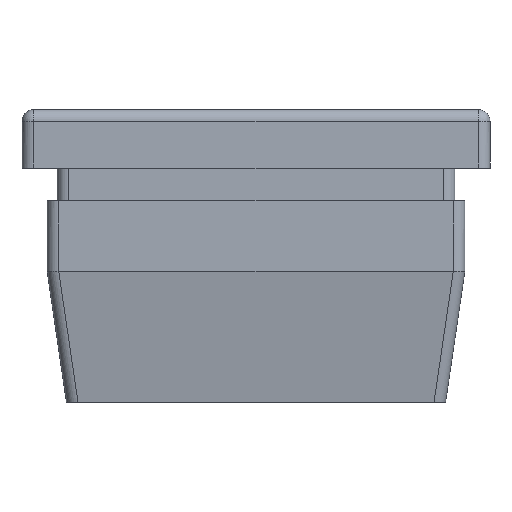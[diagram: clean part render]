
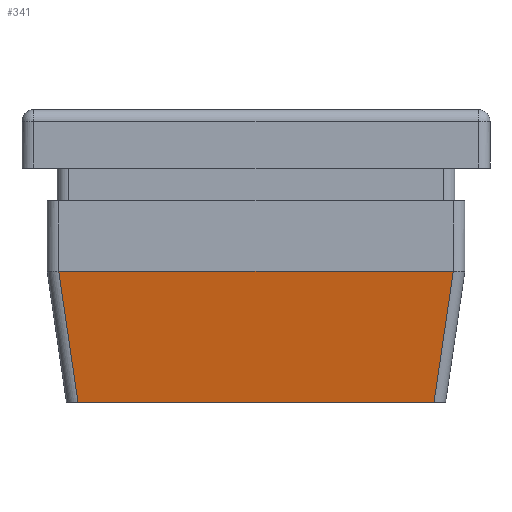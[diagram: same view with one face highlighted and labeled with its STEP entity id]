
A CAD part, top view. The second image highlights one B-rep face of the part: STEP entity #341.
In plain terms, the highlighted planar face has unit normal (0, -0.146, 0.989).
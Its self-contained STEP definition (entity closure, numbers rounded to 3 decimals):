
#75 = CARTESIAN_POINT ( 'NONE',  ( -16.851, 11.195, 7.851 ) ) ;
#117 = CARTESIAN_POINT ( 'NONE',  ( -16.861, 11.195, 7.851 ) ) ;
#129 =( BOUNDED_CURVE ( )  B_SPLINE_CURVE ( 3, ( #356, #1140, #1479, #516 ),
 .UNSPECIFIED., .F., .F. ) 
 B_SPLINE_CURVE_WITH_KNOTS ( ( 4, 4 ),
 ( 0., 0.011 ),
 .UNSPECIFIED. ) 
 CURVE ( )  GEOMETRIC_REPRESENTATION_ITEM ( )  RATIONAL_B_SPLINE_CURVE ( ( 1., 1., 1., 1. ) ) 
 REPRESENTATION_ITEM ( '' )  );
#232 = VECTOR ( 'NONE', #1692, 1000. ) ;
#259 = LINE ( 'NONE', #908, #1259 ) ;
#291 = VERTEX_POINT ( 'NONE', #117 ) ;
#302 = AXIS2_PLACEMENT_3D ( 'NONE', #766, #783, #595 ) ;
#341 = ADVANCED_FACE ( 'NONE', ( #2095 ), #1923, .F. ) ;
#356 = CARTESIAN_POINT ( 'NONE',  ( -16.851, 11.195, 7.851 ) ) ;
#372 = EDGE_CURVE ( 'NONE', #954, #1774, #966, .T. ) ;
#373 = ORIENTED_EDGE ( 'NONE', *, *, #372, .T. ) ;
#410 = ORIENTED_EDGE ( 'NONE', *, *, #1063, .T. ) ;
#435 = VECTOR ( 'NONE', #1288, 1000. ) ;
#460 = CARTESIAN_POINT ( 'NONE',  ( 15.323, 0.762, 6.312 ) ) ;
#492 = VERTEX_POINT ( 'NONE', #664 ) ;
#498 = CARTESIAN_POINT ( 'NONE',  ( 16.861, 11.195, 7.851 ) ) ;
#516 = CARTESIAN_POINT ( 'NONE',  ( -16.861, 11.195, 7.851 ) ) ;
#554 = VERTEX_POINT ( 'NONE', #1057 ) ;
#595 = DIRECTION ( 'NONE',  ( 0., 0.989, 0.146 ) ) ;
#664 = CARTESIAN_POINT ( 'NONE',  ( -15.211, 0., 6.2 ) ) ;
#684 = CARTESIAN_POINT ( 'NONE',  ( 16.858, 11.195, 7.851 ) ) ;
#749 = DIRECTION ( 'NONE',  ( 0.144, -0.979, -0.144 ) ) ;
#766 = CARTESIAN_POINT ( 'NONE',  ( 20.6, 0., 6.2 ) ) ;
#783 = DIRECTION ( 'NONE',  ( 0., 0.146, -0.989 ) ) ;
#847 = VECTOR ( 'NONE', #1584, 1000. ) ;
#887 = EDGE_CURVE ( 'NONE', #1774, #291, #129, .T. ) ;
#908 = CARTESIAN_POINT ( 'NONE',  ( -14.465, -5.06, 5.454 ) ) ;
#954 = VERTEX_POINT ( 'NONE', #1840 ) ;
#966 = LINE ( 'NONE', #1611, #847 ) ;
#989 = CARTESIAN_POINT ( 'NONE',  ( 16.854, 11.195, 7.851 ) ) ;
#1023 = ORIENTED_EDGE ( 'NONE', *, *, #1478, .T. ) ;
#1057 = CARTESIAN_POINT ( 'NONE',  ( 16.861, 11.195, 7.851 ) ) ;
#1063 = EDGE_CURVE ( 'NONE', #2080, #554, #1465, .T. ) ;
#1076 = LINE ( 'NONE', #1205, #232 ) ;
#1140 = CARTESIAN_POINT ( 'NONE',  ( -16.854, 11.195, 7.851 ) ) ;
#1144 =( BOUNDED_CURVE ( )  B_SPLINE_CURVE ( 3, ( #498, #684, #989, #1168 ),
 .UNSPECIFIED., .F., .F. ) 
 B_SPLINE_CURVE_WITH_KNOTS ( ( 4, 4 ),
 ( 6.273, 6.283 ),
 .UNSPECIFIED. ) 
 CURVE ( )  GEOMETRIC_REPRESENTATION_ITEM ( )  RATIONAL_B_SPLINE_CURVE ( ( 1., 1., 1., 1. ) ) 
 REPRESENTATION_ITEM ( '' )  );
#1165 = CARTESIAN_POINT ( 'NONE',  ( 15.211, 0., 6.2 ) ) ;
#1168 = CARTESIAN_POINT ( 'NONE',  ( 16.851, 11.195, 7.851 ) ) ;
#1205 = CARTESIAN_POINT ( 'NONE',  ( 20.6, 0., 6.2 ) ) ;
#1259 = VECTOR ( 'NONE', #749, 1000. ) ;
#1288 = DIRECTION ( 'NONE',  ( 0.144, 0.979, 0.144 ) ) ;
#1465 = LINE ( 'NONE', #460, #435 ) ;
#1478 = EDGE_CURVE ( 'NONE', #291, #492, #259, .T. ) ;
#1479 = CARTESIAN_POINT ( 'NONE',  ( -16.858, 11.195, 7.851 ) ) ;
#1542 = ORIENTED_EDGE ( 'NONE', *, *, #1639, .T. ) ;
#1584 = DIRECTION ( 'NONE',  ( -1., 0., 0. ) ) ;
#1611 = CARTESIAN_POINT ( 'NONE',  ( 20.6, 11.195, 7.851 ) ) ;
#1639 = EDGE_CURVE ( 'NONE', #554, #954, #1144, .T. ) ;
#1692 = DIRECTION ( 'NONE',  ( -1., 0., 0. ) ) ;
#1728 = EDGE_CURVE ( 'NONE', #2080, #492, #1076, .T. ) ;
#1774 = VERTEX_POINT ( 'NONE', #75 ) ;
#1814 = ORIENTED_EDGE ( 'NONE', *, *, #887, .T. ) ;
#1823 = ORIENTED_EDGE ( 'NONE', *, *, #1728, .F. ) ;
#1840 = CARTESIAN_POINT ( 'NONE',  ( 16.851, 11.195, 7.851 ) ) ;
#1887 = EDGE_LOOP ( 'NONE', ( #1814, #1023, #1823, #410, #1542, #373 ) ) ;
#1923 = PLANE ( 'NONE',  #302 ) ;
#2080 = VERTEX_POINT ( 'NONE', #1165 ) ;
#2095 = FACE_OUTER_BOUND ( 'NONE', #1887, .T. ) ;
